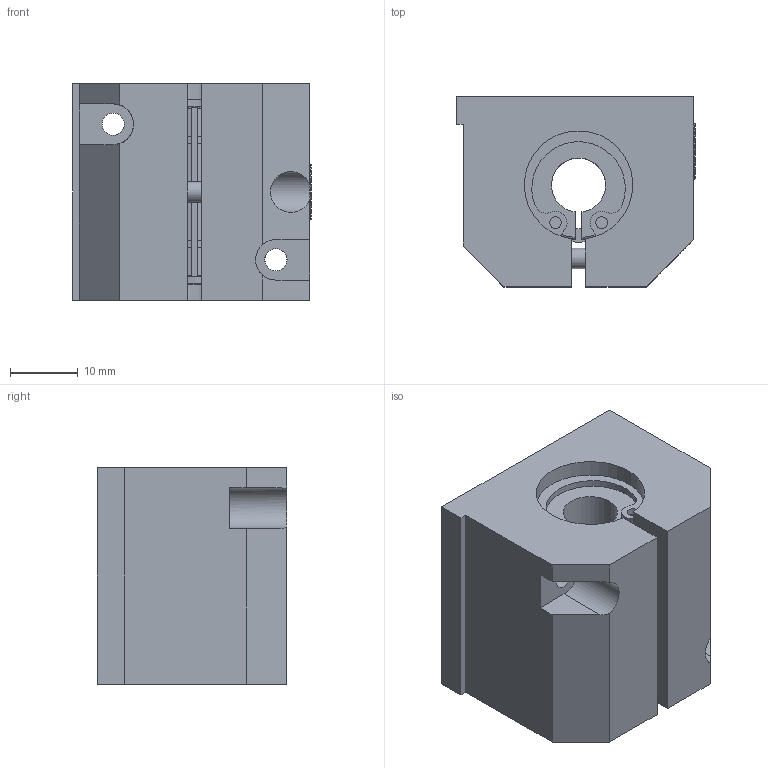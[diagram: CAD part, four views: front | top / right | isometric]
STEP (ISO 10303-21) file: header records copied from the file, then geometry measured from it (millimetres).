
FILE_DESCRIPTION(/* description */ ('Gehäuseeinheit leichte Baureie, geschlitzt und einstellbar'),/* implementation_level */ '2;1');
FILE_NAME(/* name */ '190449-0.step',/* time_stamp */ '2021-08-18T08:00:52+02:00',/* author */ ('MuellerJ'),/* organization */ (''),/* preprocessor_version */ 'ST-DEVELOPER v18.1',/* originating_system */ 'Autodesk Inventor 2021',/* authorisation */ '');
FILE_SCHEMA (('AUTOMOTIVE_DESIGN { 1 0 10303 214 3 1 1 }'));
Length unit declared in the file: millimetre
Products named in the file (4): leer; 18-0027-0FZ.000; leer_1; leer_2
Assembly tree (4 placements, depth 2):
  leer
    18-0027-0FZ.000
    leer_1
    leer_2  x2
Bounding box: 35.25 x 28 x 32 mm (x, y, z)
Volume: 24610.2 mm3; surface area: 11309 mm2
Topology: 4 solids, 5 shells, 103 faces, 258 edges, 172 vertices
Faces by surface type: plane 57, cylinder 41, torus 4, cone 1
Full cylindrical faces by diameter (mm): 1.7 x4, 2.459 x1, 3 x1, 3.242 x2, 3.3 x2, 3.4 x1, 4.3 x1, 5.5 x1, 6 x1, 7 x1, 8.242 x1
Entity records: 2985 total; most frequent: CARTESIAN_POINT 552, DIRECTION 498, ORIENTED_EDGE 454, EDGE_CURVE 227, AXIS2_PLACEMENT_3D 178, VERTEX_POINT 152, LINE 142, VECTOR 142
